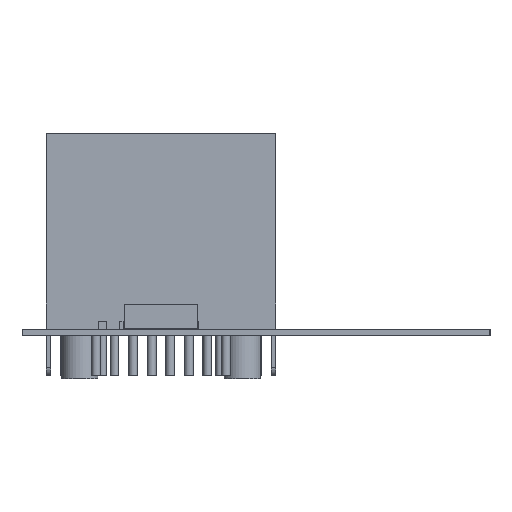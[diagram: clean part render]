
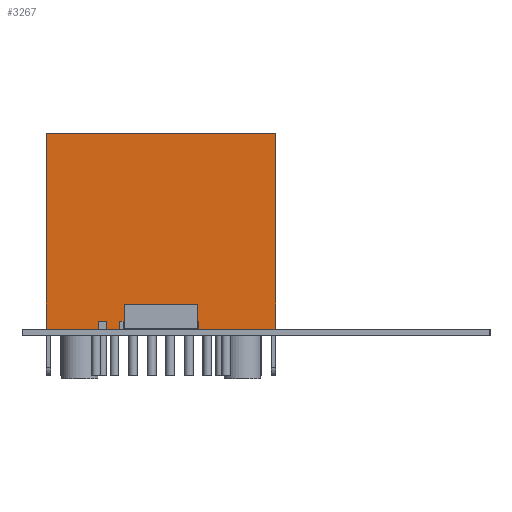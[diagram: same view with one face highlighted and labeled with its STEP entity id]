
A CAD part, left-side view. The second image highlights one B-rep face of the part: STEP entity #3267.
In plain terms, the highlighted face is planar.
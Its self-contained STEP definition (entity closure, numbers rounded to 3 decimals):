
#1690 = VERTEX_POINT('',#1691);
#1691 = CARTESIAN_POINT('',(-3.736,2.446,21.16));
#1697 = EDGE_CURVE('',#1698,#1690,#1700,.T.);
#1698 = VERTEX_POINT('',#1699);
#1699 = CARTESIAN_POINT('',(-3.736,15.846,21.16));
#1700 = LINE('',#1701,#1702);
#1701 = CARTESIAN_POINT('',(-3.736,2.446,21.16));
#1702 = VECTOR('',#1703,1.);
#1703 = DIRECTION('',(0.,-1.,0.));
#3141 = EDGE_CURVE('',#3142,#1698,#3144,.T.);
#3142 = VERTEX_POINT('',#3143);
#3143 = CARTESIAN_POINT('',(11.964,15.846,21.16));
#3144 = LINE('',#3145,#3146);
#3145 = CARTESIAN_POINT('',(-3.736,15.846,21.16));
#3146 = VECTOR('',#3147,1.);
#3147 = DIRECTION('',(-1.,0.,0.));
#3180 = EDGE_CURVE('',#3181,#3142,#3183,.T.);
#3181 = VERTEX_POINT('',#3182);
#3182 = CARTESIAN_POINT('',(11.964,2.446,21.16));
#3183 = LINE('',#3184,#3185);
#3184 = CARTESIAN_POINT('',(11.964,15.846,21.16));
#3185 = VECTOR('',#3186,1.);
#3186 = DIRECTION('',(0.,1.,0.));
#3207 = EDGE_CURVE('',#1690,#3181,#3208,.T.);
#3208 = LINE('',#3209,#3210);
#3209 = CARTESIAN_POINT('',(11.964,2.446,21.16));
#3210 = VECTOR('',#3211,1.);
#3211 = DIRECTION('',(1.,0.,0.));
#3267 = ADVANCED_FACE('',(#3268),#3274,.T.);
#3268 = FACE_BOUND('',#3269,.T.);
#3269 = EDGE_LOOP('',(#3270,#3271,#3272,#3273));
#3270 = ORIENTED_EDGE('',*,*,#3207,.T.);
#3271 = ORIENTED_EDGE('',*,*,#3180,.T.);
#3272 = ORIENTED_EDGE('',*,*,#3141,.T.);
#3273 = ORIENTED_EDGE('',*,*,#1697,.T.);
#3274 = PLANE('',#3275);
#3275 = AXIS2_PLACEMENT_3D('',#3276,#3277,#3278);
#3276 = CARTESIAN_POINT('',(4.114,9.146,21.16));
#3277 = DIRECTION('',(0.,0.,1.));
#3278 = DIRECTION('',(1.,0.,0.));
